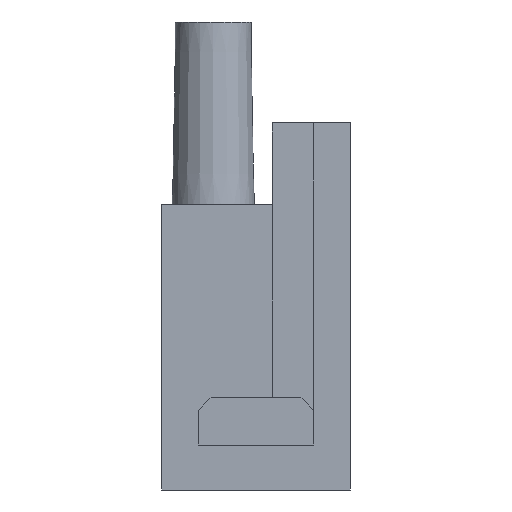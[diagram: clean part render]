
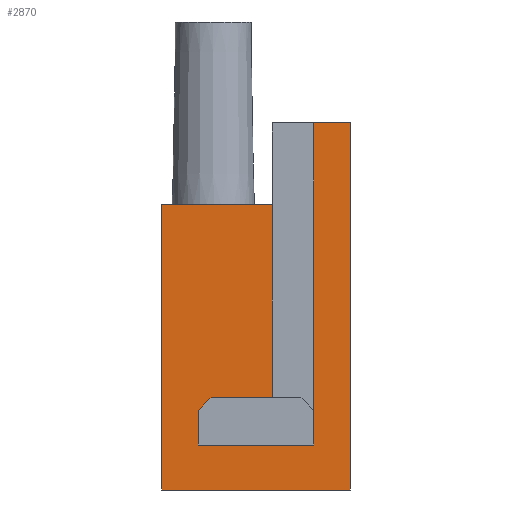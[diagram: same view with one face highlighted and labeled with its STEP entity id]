
A CAD part, front view. The second image highlights one B-rep face of the part: STEP entity #2870.
In plain terms, the highlighted planar face has unit normal (0, -1, 0).
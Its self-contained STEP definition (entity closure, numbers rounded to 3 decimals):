
#2443=FACE_OUTER_BOUND('',#3823,.T.);
#2870=ADVANCED_FACE('',(#2443),#3323,.T.);
#3323=PLANE('',#11484);
#3823=EDGE_LOOP('',(#4749,#4750,#4751,#4752,#4753,#4754,#4755,#4756,#4757,
#4758,#4759,#4760));
#4749=ORIENTED_EDGE('',*,*,#7535,.T.);
#4750=ORIENTED_EDGE('',*,*,#7588,.F.);
#4751=ORIENTED_EDGE('',*,*,#7589,.T.);
#4752=ORIENTED_EDGE('',*,*,#7581,.T.);
#4753=ORIENTED_EDGE('',*,*,#7567,.T.);
#4754=ORIENTED_EDGE('',*,*,#7570,.T.);
#4755=ORIENTED_EDGE('',*,*,#7572,.T.);
#4756=ORIENTED_EDGE('',*,*,#7578,.T.);
#4757=ORIENTED_EDGE('',*,*,#7574,.T.);
#4758=ORIENTED_EDGE('',*,*,#7586,.T.);
#4759=ORIENTED_EDGE('',*,*,#7377,.T.);
#4760=ORIENTED_EDGE('',*,*,#7408,.T.);
#6626=VERTEX_POINT('',#14284);
#6627=VERTEX_POINT('',#14286);
#6656=VERTEX_POINT('',#14384);
#6743=VERTEX_POINT('',#14747);
#6768=VERTEX_POINT('',#14813);
#6769=VERTEX_POINT('',#14814);
#6770=VERTEX_POINT('',#14819);
#6771=VERTEX_POINT('',#14823);
#6772=VERTEX_POINT('',#14827);
#6773=VERTEX_POINT('',#14828);
#6774=VERTEX_POINT('',#14836);
#6777=VERTEX_POINT('',#14853);
#7377=EDGE_CURVE('',#6627,#6626,#9397,.T.);
#7408=EDGE_CURVE('',#6626,#6656,#9421,.T.);
#7535=EDGE_CURVE('',#6656,#6743,#9481,.T.);
#7567=EDGE_CURVE('',#6768,#6769,#9508,.T.);
#7570=EDGE_CURVE('',#6769,#6770,#9511,.T.);
#7572=EDGE_CURVE('',#6770,#6771,#9513,.T.);
#7574=EDGE_CURVE('',#6772,#6773,#9515,.T.);
#7578=EDGE_CURVE('',#6771,#6772,#9519,.T.);
#7581=EDGE_CURVE('',#6774,#6768,#9522,.T.);
#7586=EDGE_CURVE('',#6773,#6627,#9527,.T.);
#7588=EDGE_CURVE('',#6777,#6743,#9529,.T.);
#7589=EDGE_CURVE('',#6777,#6774,#9530,.T.);
#9397=LINE('',#14285,#10128);
#9421=LINE('',#14385,#10152);
#9481=LINE('',#14746,#10212);
#9508=LINE('',#14812,#10239);
#9511=LINE('',#14818,#10242);
#9513=LINE('',#14822,#10244);
#9515=LINE('',#14826,#10246);
#9519=LINE('',#14833,#10250);
#9522=LINE('',#14839,#10253);
#9527=LINE('',#14848,#10258);
#9529=LINE('',#14852,#10260);
#9530=LINE('',#14854,#10261);
#10128=VECTOR('',#12179,1.);
#10152=VECTOR('',#12215,1.);
#10212=VECTOR('',#12433,1.);
#10239=VECTOR('',#12488,1.);
#10242=VECTOR('',#12493,1.);
#10244=VECTOR('',#12497,1.);
#10246=VECTOR('',#12501,1.);
#10250=VECTOR('',#12507,1.);
#10253=VECTOR('',#12514,1.);
#10258=VECTOR('',#12523,1.);
#10260=VECTOR('',#12529,1.);
#10261=VECTOR('',#12530,1.);
#11484=AXIS2_PLACEMENT_3D('',#14855,#12531,#12532);
#12179=DIRECTION('',(0.,0.,-1.));
#12215=DIRECTION('',(1.,0.,0.));
#12433=DIRECTION('',(0.,0.,1.));
#12488=DIRECTION('',(-1.,0.,0.));
#12493=DIRECTION('',(0.,0.,1.));
#12497=DIRECTION('',(0.707,0.,0.707));
#12501=DIRECTION('',(0.,0.,1.));
#12507=DIRECTION('',(1.,0.,0.));
#12514=DIRECTION('',(0.,0.,-1.));
#12523=DIRECTION('',(-1.,0.,0.));
#12529=DIRECTION('',(1.,0.,0.));
#12530=DIRECTION('',(0.,0.,-1.));
#12531=DIRECTION('',(0.,-1.,0.));
#12532=DIRECTION('',(1.,0.,0.));
#14284=CARTESIAN_POINT('',(-7.325,-15.15,-3.5));
#14285=CARTESIAN_POINT('',(-7.325,-15.15,-3.5));
#14286=CARTESIAN_POINT('',(-7.325,-15.15,18.7));
#14384=CARTESIAN_POINT('',(7.325,-15.15,-3.5));
#14385=CARTESIAN_POINT('',(-6.575,-15.15,-3.5));
#14746=CARTESIAN_POINT('',(7.325,-15.15,-3.5));
#14747=CARTESIAN_POINT('',(7.325,-15.15,25.05));
#14812=CARTESIAN_POINT('',(4.5,-15.15,0.));
#14813=CARTESIAN_POINT('',(4.5,-15.15,0.));
#14814=CARTESIAN_POINT('',(-4.5,-15.15,0.));
#14818=CARTESIAN_POINT('',(-4.5,-15.15,0.));
#14819=CARTESIAN_POINT('',(-4.5,-15.15,2.7));
#14822=CARTESIAN_POINT('',(-4.5,-15.15,2.7));
#14823=CARTESIAN_POINT('',(-3.5,-15.15,3.7));
#14826=CARTESIAN_POINT('',(1.275,-15.15,3.7));
#14827=CARTESIAN_POINT('',(1.275,-15.15,3.7));
#14828=CARTESIAN_POINT('',(1.275,-15.15,18.7));
#14833=CARTESIAN_POINT('',(-3.5,-15.15,3.7));
#14836=CARTESIAN_POINT('',(4.5,-15.15,2.7));
#14839=CARTESIAN_POINT('',(4.5,-15.15,26.468));
#14848=CARTESIAN_POINT('',(0.275,-15.15,18.7));
#14852=CARTESIAN_POINT('',(2.325,-15.15,25.05));
#14853=CARTESIAN_POINT('',(4.5,-15.15,25.05));
#14854=CARTESIAN_POINT('',(4.5,-15.15,26.468));
#14855=CARTESIAN_POINT('',(-7.325,-15.15,-3.5));
